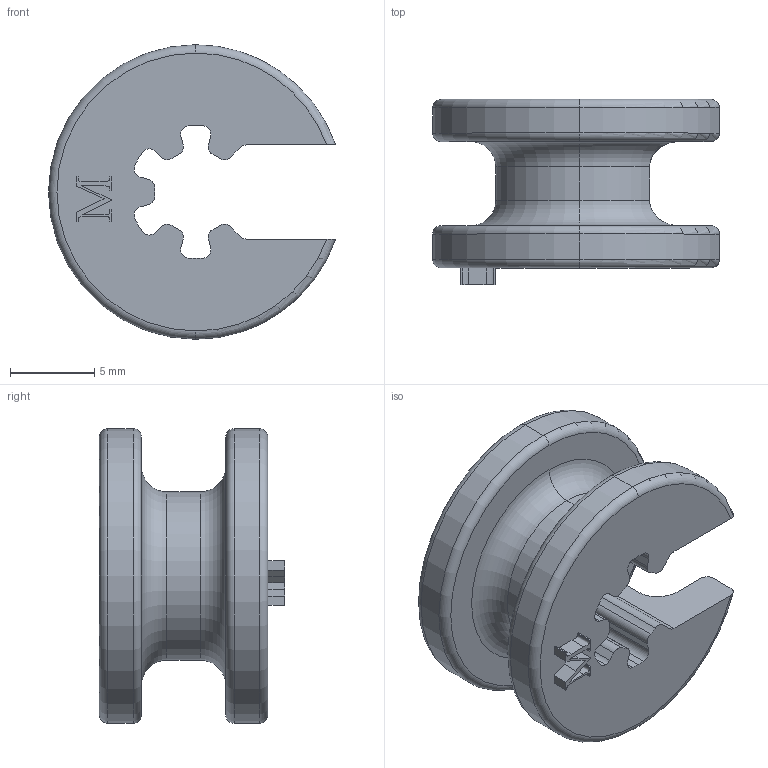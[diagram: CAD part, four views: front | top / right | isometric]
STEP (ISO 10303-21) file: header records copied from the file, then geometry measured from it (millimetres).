
FILE_DESCRIPTION (( 'STEP AP214' ), '1' );
FILE_NAME ('Bush.STEP', '2024-03-14T12:29:19', ( '' ), ( '' ), 'SwSTEP 2.0', 'SolidWorks 2023', '' );
FILE_SCHEMA (( 'AUTOMOTIVE_DESIGN' ));
Length unit declared in the file: millimetre
Products named in the file (1): Bush
Bounding box: 17.04 x 11 x 17.5 mm (x, y, z)
Volume: 1078.7 mm3; surface area: 1281.7 mm2
Topology: 1 solids, 1 shells, 113 faces, 318 edges, 208 vertices
Faces by surface type: cylinder 42, plane 42, torus 18, bspline 11
Entity records: 4271 total; most frequent: CARTESIAN_POINT 1319, ORIENTED_EDGE 636, DIRECTION 604, EDGE_CURVE 318, AXIS2_PLACEMENT_3D 217, VERTEX_POINT 208, VECTOR 170, LINE 170
